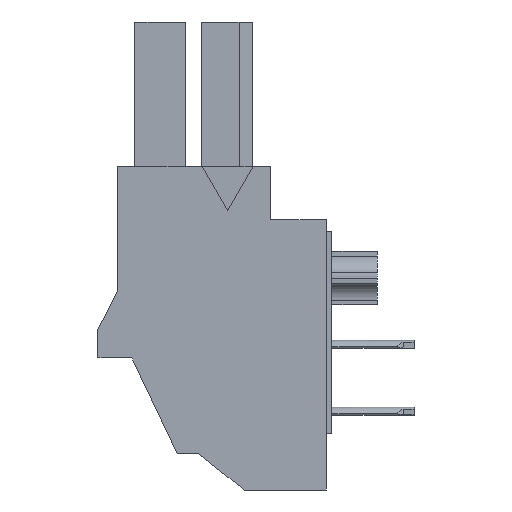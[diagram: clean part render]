
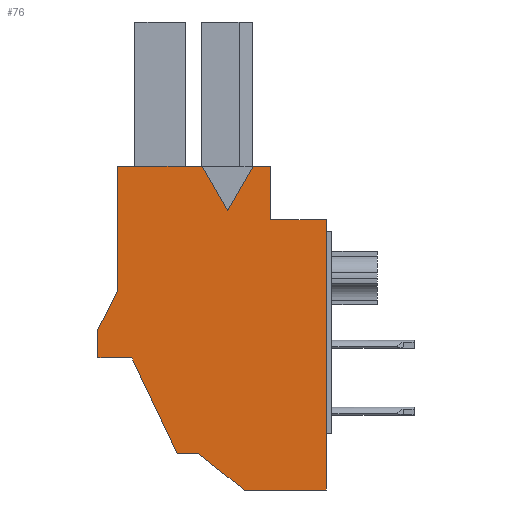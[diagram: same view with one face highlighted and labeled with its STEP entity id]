
A CAD part, left-side view. The second image highlights one B-rep face of the part: STEP entity #76.
In plain terms, the highlighted planar face has unit normal (-1, 0, 0).
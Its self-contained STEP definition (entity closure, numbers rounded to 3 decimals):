
#76=ADVANCED_FACE('',(#318),#319,.F.);
#318=FACE_OUTER_BOUND('',#792,.T.);
#319=PLANE('',#793);
#792=EDGE_LOOP('',(#1306,#1307,#1308,#1309,#1310,#1311,#1312,#1313,#1314,#1315,#1316,#1317,#1318,#1319,#1320));
#793=AXIS2_PLACEMENT_3D('',#1321,#1322,#1323);
#1306=ORIENTED_EDGE('',*,*,#3258,.F.);
#1307=ORIENTED_EDGE('',*,*,#3259,.F.);
#1308=ORIENTED_EDGE('',*,*,#3260,.F.);
#1309=ORIENTED_EDGE('',*,*,#3261,.F.);
#1310=ORIENTED_EDGE('',*,*,#3262,.F.);
#1311=ORIENTED_EDGE('',*,*,#3263,.F.);
#1312=ORIENTED_EDGE('',*,*,#3264,.F.);
#1313=ORIENTED_EDGE('',*,*,#3265,.F.);
#1314=ORIENTED_EDGE('',*,*,#3266,.F.);
#1315=ORIENTED_EDGE('',*,*,#3267,.F.);
#1316=ORIENTED_EDGE('',*,*,#3268,.F.);
#1317=ORIENTED_EDGE('',*,*,#3269,.F.);
#1318=ORIENTED_EDGE('',*,*,#3270,.F.);
#1319=ORIENTED_EDGE('',*,*,#3271,.F.);
#1320=ORIENTED_EDGE('',*,*,#3272,.F.);
#1321=CARTESIAN_POINT('',(-3.353,0.0,0.0));
#1322=DIRECTION('',(1.0,0.0,0.0));
#1323=DIRECTION('',(0.0,1.0,0.0));
#3258=EDGE_CURVE('',#3976,#3977,#3978,.T.);
#3259=EDGE_CURVE('',#3979,#3976,#3980,.T.);
#3260=EDGE_CURVE('',#3981,#3979,#3982,.T.);
#3261=EDGE_CURVE('',#3983,#3981,#3984,.T.);
#3262=EDGE_CURVE('',#3985,#3983,#3986,.T.);
#3263=EDGE_CURVE('',#3987,#3985,#3988,.T.);
#3264=EDGE_CURVE('',#3989,#3987,#3990,.T.);
#3265=EDGE_CURVE('',#3991,#3989,#3992,.T.);
#3266=EDGE_CURVE('',#3993,#3991,#3994,.T.);
#3267=EDGE_CURVE('',#3995,#3993,#3996,.T.);
#3268=EDGE_CURVE('',#3997,#3995,#3998,.T.);
#3269=EDGE_CURVE('',#3999,#3997,#4000,.T.);
#3270=EDGE_CURVE('',#4001,#3999,#4002,.T.);
#3271=EDGE_CURVE('',#4003,#4001,#4004,.T.);
#3272=EDGE_CURVE('',#3977,#4003,#4005,.T.);
#3976=VERTEX_POINT('',#5069);
#3977=VERTEX_POINT('',#5070);
#3978=LINE('',#5071,#5072);
#3979=VERTEX_POINT('',#5073);
#3980=LINE('',#5074,#5075);
#3981=VERTEX_POINT('',#5076);
#3982=LINE('',#5077,#5078);
#3983=VERTEX_POINT('',#5079);
#3984=LINE('',#5080,#5081);
#3985=VERTEX_POINT('',#5082);
#3986=LINE('',#5083,#5084);
#3987=VERTEX_POINT('',#5085);
#3988=LINE('',#5086,#5087);
#3989=VERTEX_POINT('',#5088);
#3990=LINE('',#5089,#5090);
#3991=VERTEX_POINT('',#5091);
#3992=LINE('',#5092,#5093);
#3993=VERTEX_POINT('',#5094);
#3994=LINE('',#5095,#5096);
#3995=VERTEX_POINT('',#5097);
#3996=LINE('',#5098,#5099);
#3997=VERTEX_POINT('',#5100);
#3998=LINE('',#5101,#5102);
#3999=VERTEX_POINT('',#5103);
#4000=LINE('',#5104,#5105);
#4001=VERTEX_POINT('',#5106);
#4002=LINE('',#5107,#5108);
#4003=VERTEX_POINT('',#5109);
#4004=LINE('',#5110,#5111);
#4005=LINE('',#5112,#5113);
#5069=CARTESIAN_POINT('',(-3.353,4.242,0.0));
#5070=CARTESIAN_POINT('',(-3.353,0.457,0.0));
#5071=CARTESIAN_POINT('',(-3.353,4.242,0.0));
#5072=VECTOR('',#6717,3.785);
#5073=CARTESIAN_POINT('',(-3.353,4.242,-5.563));
#5074=CARTESIAN_POINT('',(-3.353,4.242,-5.563));
#5075=VECTOR('',#6718,5.563);
#5076=CARTESIAN_POINT('',(-3.353,5.131,-7.315));
#5077=CARTESIAN_POINT('',(-3.353,5.131,-7.315));
#5078=VECTOR('',#6719,1.965);
#5079=CARTESIAN_POINT('',(-3.353,5.131,-8.585));
#5080=CARTESIAN_POINT('',(-3.353,5.131,-8.585));
#5081=VECTOR('',#6720,1.27);
#5082=CARTESIAN_POINT('',(-3.353,3.607,-8.585));
#5083=CARTESIAN_POINT('',(-3.353,3.607,-8.585));
#5084=VECTOR('',#6721,1.524);
#5085=CARTESIAN_POINT('',(-3.353,1.575,-12.878));
#5086=CARTESIAN_POINT('',(-3.353,1.575,-12.878));
#5087=VECTOR('',#6722,4.749);
#5088=CARTESIAN_POINT('',(-3.353,0.61,-12.878));
#5089=CARTESIAN_POINT('',(-3.353,0.61,-12.878));
#5090=VECTOR('',#6723,0.965);
#5091=CARTESIAN_POINT('',(-3.353,-1.422,-14.503));
#5092=CARTESIAN_POINT('',(-3.353,-1.422,-14.503));
#5093=VECTOR('',#6724,2.602);
#5094=CARTESIAN_POINT('',(-3.353,-5.105,-14.503));
#5095=CARTESIAN_POINT('',(-3.353,-5.105,-14.503));
#5096=VECTOR('',#6725,3.683);
#5097=CARTESIAN_POINT('',(-3.353,-5.105,-2.388));
#5098=CARTESIAN_POINT('',(-3.353,-5.105,-2.388));
#5099=VECTOR('',#6726,12.116);
#5100=CARTESIAN_POINT('',(-3.353,-2.616,-2.388));
#5101=CARTESIAN_POINT('',(-3.353,-2.616,-2.388));
#5102=VECTOR('',#6727,2.489);
#5103=CARTESIAN_POINT('',(-3.353,-2.616,0.0));
#5104=CARTESIAN_POINT('',(-3.353,-2.616,0.0));
#5105=VECTOR('',#6728,2.388);
#5106=CARTESIAN_POINT('',(-3.353,-1.829,0.0));
#5107=CARTESIAN_POINT('',(-3.353,-1.829,0.0));
#5108=VECTOR('',#6729,0.787);
#5109=CARTESIAN_POINT('',(-3.353,-0.686,-1.98));
#5110=CARTESIAN_POINT('',(-3.353,-0.686,-1.98));
#5111=VECTOR('',#6730,2.286);
#5112=CARTESIAN_POINT('',(-3.353,0.457,0.0));
#5113=VECTOR('',#6731,2.286);
#6717=DIRECTION('',(0.0,-1.0,0.0));
#6718=DIRECTION('',(0.0,0.0,1.0));
#6719=DIRECTION('',(0.0,-0.452,0.892));
#6720=DIRECTION('',(0.0,0.0,1.0));
#6721=DIRECTION('',(0.0,1.0,0.0));
#6722=DIRECTION('',(0.0,0.428,0.904));
#6723=DIRECTION('',(0.0,1.0,0.0));
#6724=DIRECTION('',(0.0,0.781,0.625));
#6725=DIRECTION('',(0.0,1.0,0.0));
#6726=DIRECTION('',(0.0,0.0,-1.0));
#6727=DIRECTION('',(0.0,-1.0,0.0));
#6728=DIRECTION('',(0.0,0.0,-1.0));
#6729=DIRECTION('',(0.0,-1.0,0.0));
#6730=DIRECTION('',(0.0,-0.5,0.866));
#6731=DIRECTION('',(0.0,-0.5,-0.866));
